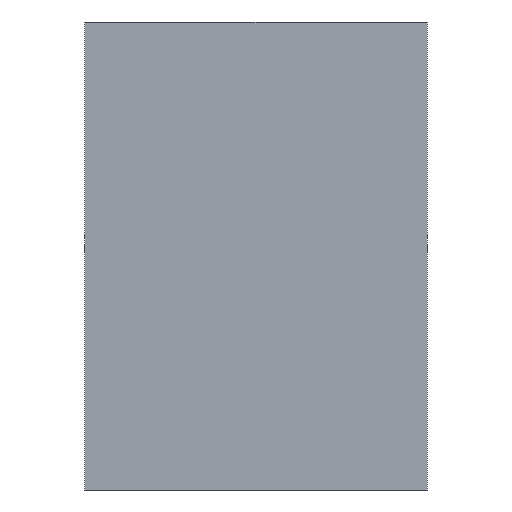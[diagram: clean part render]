
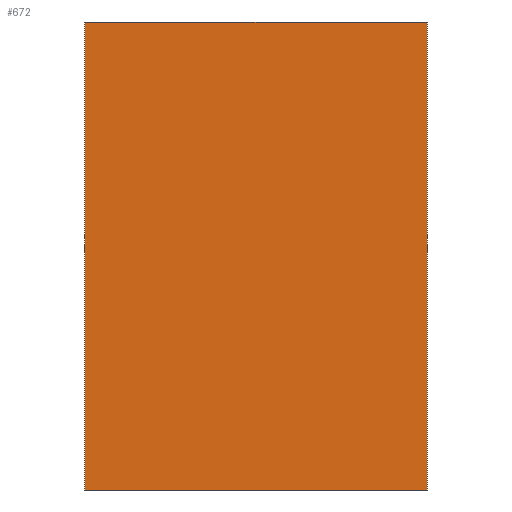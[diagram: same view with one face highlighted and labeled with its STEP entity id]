
A CAD part, left-side view. The second image highlights one B-rep face of the part: STEP entity #672.
In plain terms, the highlighted planar face has unit normal (-1, 0, 0).
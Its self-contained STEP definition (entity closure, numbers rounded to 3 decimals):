
#10 = VECTOR ( 'NONE', #607, 1000. ) ;
#140 = VERTEX_POINT ( 'NONE', #263 ) ;
#150 = CARTESIAN_POINT ( 'NONE',  ( -0.8, 0.6, 0.41 ) ) ;
#241 = VECTOR ( 'NONE', #408, 1000. ) ;
#254 = VECTOR ( 'NONE', #842, 1000. ) ;
#263 = CARTESIAN_POINT ( 'NONE',  ( -0.8, 0., -0.41 ) ) ;
#358 = VERTEX_POINT ( 'NONE', #660 ) ;
#392 = VERTEX_POINT ( 'NONE', #679 ) ;
#407 = VERTEX_POINT ( 'NONE', #757 ) ;
#408 = DIRECTION ( 'NONE',  ( 0., 0., -1. ) ) ;
#433 = LINE ( 'NONE', #150, #254 ) ;
#444 = DIRECTION ( 'NONE',  ( 0., -1., 0. ) ) ;
#459 = CARTESIAN_POINT ( 'NONE',  ( -0.8, 0., 0.41 ) ) ;
#470 = EDGE_CURVE ( 'NONE', #358, #392, #433, .T. ) ;
#472 = ORIENTED_EDGE ( 'NONE', *, *, #779, .T. ) ;
#504 = CARTESIAN_POINT ( 'NONE',  ( -0.8, 0., 0.41 ) ) ;
#509 = DIRECTION ( 'NONE',  ( 0., 0., -1. ) ) ;
#605 = ORIENTED_EDGE ( 'NONE', *, *, #470, .T. ) ;
#607 = DIRECTION ( 'NONE',  ( 0., -1., 0. ) ) ;
#660 = CARTESIAN_POINT ( 'NONE',  ( -0.8, 0.6, 0.41 ) ) ;
#672 = ADVANCED_FACE ( 'NONE', ( #933 ), #949, .F. ) ;
#679 = CARTESIAN_POINT ( 'NONE',  ( -0.8, 0.6, -0.41 ) ) ;
#686 = LINE ( 'NONE', #784, #241 ) ;
#731 = EDGE_CURVE ( 'NONE', #407, #140, #686, .T. ) ;
#741 = EDGE_LOOP ( 'NONE', ( #472, #835, #832, #605 ) ) ;
#757 = CARTESIAN_POINT ( 'NONE',  ( -0.8, 0., 0.41 ) ) ;
#779 = EDGE_CURVE ( 'NONE', #392, #140, #862, .T. ) ;
#784 = CARTESIAN_POINT ( 'NONE',  ( -0.8, 0., 0.41 ) ) ;
#798 = EDGE_CURVE ( 'NONE', #358, #407, #908, .T. ) ;
#799 = VECTOR ( 'NONE', #444, 1000. ) ;
#821 = CARTESIAN_POINT ( 'NONE',  ( -0.8, 0., -0.41 ) ) ;
#832 = ORIENTED_EDGE ( 'NONE', *, *, #798, .F. ) ;
#835 = ORIENTED_EDGE ( 'NONE', *, *, #731, .F. ) ;
#842 = DIRECTION ( 'NONE',  ( 0., 0., -1. ) ) ;
#862 = LINE ( 'NONE', #821, #799 ) ;
#865 = AXIS2_PLACEMENT_3D ( 'NONE', #504, #882, #509 ) ;
#882 = DIRECTION ( 'NONE',  ( 1., 0., 0. ) ) ;
#908 = LINE ( 'NONE', #459, #10 ) ;
#933 = FACE_OUTER_BOUND ( 'NONE', #741, .T. ) ;
#949 = PLANE ( 'NONE',  #865 ) ;
